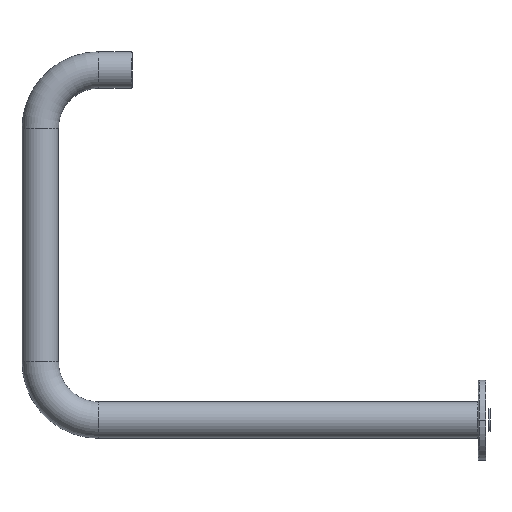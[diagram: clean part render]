
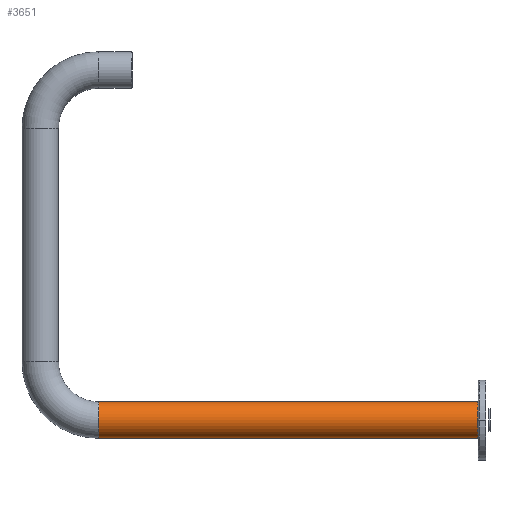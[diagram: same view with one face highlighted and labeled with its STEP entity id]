
A CAD part, left-side view. The second image highlights one B-rep face of the part: STEP entity #3651.
In plain terms, the highlighted cylindrical face has radius 12.5 mm (diameter 25 mm), a partial arc.
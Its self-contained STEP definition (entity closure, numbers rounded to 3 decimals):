
#3087=CARTESIAN_POINT('',(0.,0.,0.));
#3088=DIRECTION('',(0.,1.,0.));
#3089=DIRECTION('',(-1.,0.,0.));
#3090=AXIS2_PLACEMENT_3D('',#3087,#3088,#3089);
#3119=DIRECTION('',(0.,1.,0.));
#3120=VECTOR('',#3119,260.);
#3121=CARTESIAN_POINT('',(-12.5,0.,0.));
#3122=LINE('',#3121,#3120);
#3126=DIRECTION('',(0.,1.,0.));
#3127=VECTOR('',#3126,260.);
#3128=CARTESIAN_POINT('',(12.5,0.,0.));
#3129=LINE('',#3128,#3127);
#3149=CARTESIAN_POINT('',(0.,260.,0.));
#3150=DIRECTION('',(0.,1.,0.));
#3151=DIRECTION('',(-1.,0.,0.));
#3152=AXIS2_PLACEMENT_3D('',#3149,#3150,#3151);
#3551=CARTESIAN_POINT('',(-12.5,0.,0.));
#3552=CARTESIAN_POINT('',(12.5,0.,0.));
#3553=VERTEX_POINT('',#3551);
#3554=VERTEX_POINT('',#3552);
#3555=CARTESIAN_POINT('',(-12.5,260.,0.));
#3556=CARTESIAN_POINT('',(12.5,260.,0.));
#3557=VERTEX_POINT('',#3555);
#3558=VERTEX_POINT('',#3556);
#3637=CARTESIAN_POINT('',(0.,0.,0.));
#3638=DIRECTION('',(0.,1.,0.));
#3639=DIRECTION('',(-1.,0.,0.));
#3640=AXIS2_PLACEMENT_3D('',#3637,#3638,#3639);
#3641=CYLINDRICAL_SURFACE('',#3640,12.5);
#3642=ORIENTED_EDGE('',*,*,#3624,.F.);
#3644=ORIENTED_EDGE('',*,*,#3643,.T.);
#3646=ORIENTED_EDGE('',*,*,#3645,.T.);
#3648=ORIENTED_EDGE('',*,*,#3647,.F.);
#3649=EDGE_LOOP('',(#3642,#3644,#3646,#3648));
#3650=FACE_OUTER_BOUND('',#3649,.F.);
#3651=ADVANCED_FACE('',(#3650),#3641,.T.);
#3091=CIRCLE('',#3090,12.5);
#3153=CIRCLE('',#3152,12.5);
#3624=EDGE_CURVE('',#3553,#3554,#3091,.T.);
#3643=EDGE_CURVE('',#3553,#3557,#3122,.T.);
#3645=EDGE_CURVE('',#3557,#3558,#3153,.T.);
#3647=EDGE_CURVE('',#3554,#3558,#3129,.T.);
